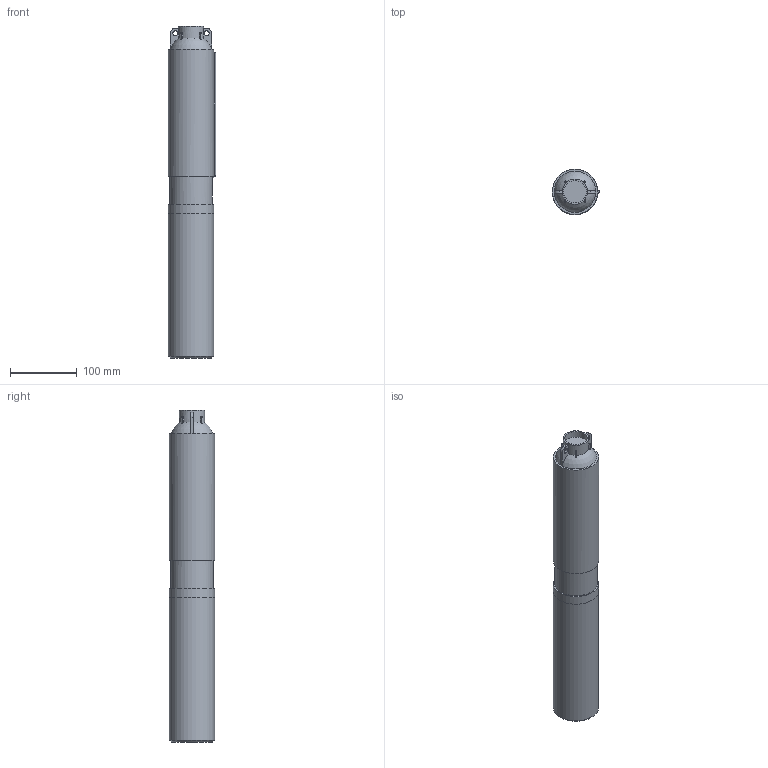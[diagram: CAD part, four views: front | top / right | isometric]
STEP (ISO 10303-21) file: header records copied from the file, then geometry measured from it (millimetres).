
FILE_DESCRIPTION(/* description */ (''),/* implementation_level */ '2;1');
FILE_NAME(/* name */ '3d_TWU3.03-05-HS-ECP-B-6079400.stp',/* time_stamp */ '2016-11-28T15:16:15+01:00',/* author */ ('Andrzej'),/* organization */ (''),/* preprocessor_version */ 'ST-DEVELOPER v15.5',/* originating_system */ 'AutoCAD Mechanical',/* authorisation */ '');
FILE_SCHEMA (('AUTOMOTIVE_DESIGN { 1 0 10303 214 3 1 1 }'));
Length unit declared in the file: millimetre
Products named in the file (1): Product
Bounding box: 71 x 68 x 499 mm (x, y, z)
Volume: 1719004.3 mm3; surface area: 120465.3 mm2
Topology: 2 solids, 2 shells, 59 faces, 150 edges, 98 vertices
Faces by surface type: plane 39, cylinder 16, sphere 3, cone 1
Full cylindrical faces by diameter (mm): 7.5 x2, 33.7 x1, 37.7 x1, 64 x1, 68 x3
Entity records: 1791 total; most frequent: CARTESIAN_POINT 326, DIRECTION 322, ORIENTED_EDGE 276, EDGE_CURVE 138, AXIS2_PLACEMENT_3D 126, VERTEX_POINT 95, EDGE_LOOP 75, LINE 70
